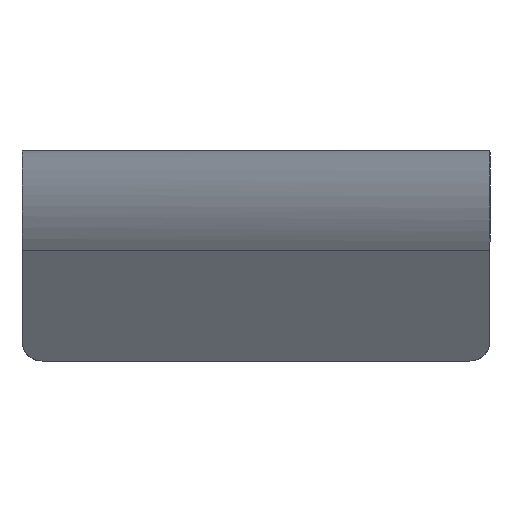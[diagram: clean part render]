
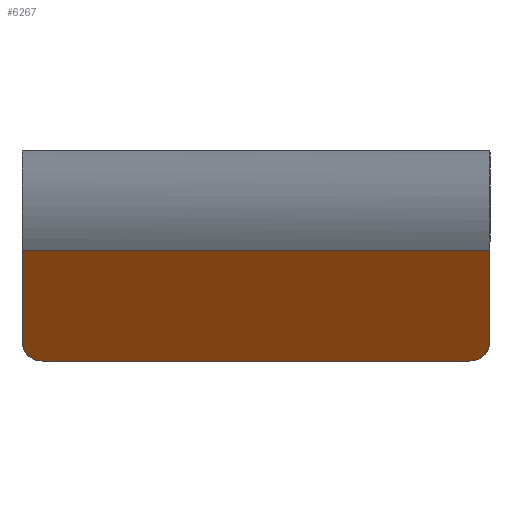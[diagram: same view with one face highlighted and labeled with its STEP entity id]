
A CAD part, left-side view. The second image highlights one B-rep face of the part: STEP entity #6267.
In plain terms, the highlighted planar face has unit normal (-0.707, 0.707, 0).
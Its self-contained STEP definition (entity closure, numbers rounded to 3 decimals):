
#342=LINE('',#12566,#954);
#648=LINE('',#16113,#1260);
#649=LINE('',#16119,#1261);
#650=LINE('',#16121,#1262);
#954=VECTOR('',#7301,1000.);
#1260=VECTOR('',#7903,1000.);
#1261=VECTOR('',#7910,1000.);
#1262=VECTOR('',#7913,1000.);
#1535=ELLIPSE('',#6632,2.828,2.);
#1536=ELLIPSE('',#6633,2.828,2.);
#1924=FACE_OUTER_BOUND('',#2334,.T.);
#2334=EDGE_LOOP('',(#5593,#5594,#5595,#5596,#5597,#5598));
#2705=VERTEX_POINT('',#12563);
#2706=VERTEX_POINT('',#12565);
#2988=VERTEX_POINT('',#16110);
#2989=VERTEX_POINT('',#16112);
#2990=VERTEX_POINT('',#16116);
#2991=VERTEX_POINT('',#16118);
#3447=EDGE_CURVE('',#2706,#2705,#342,.T.);
#3879=EDGE_CURVE('',#2988,#2989,#648,.T.);
#3881=EDGE_CURVE('',#2988,#2990,#1535,.T.);
#3882=EDGE_CURVE('',#2990,#2991,#649,.T.);
#3883=EDGE_CURVE('',#2991,#2706,#1536,.T.);
#3884=EDGE_CURVE('',#2705,#2989,#650,.T.);
#5593=ORIENTED_EDGE('',*,*,#3879,.F.);
#5594=ORIENTED_EDGE('',*,*,#3881,.T.);
#5595=ORIENTED_EDGE('',*,*,#3882,.T.);
#5596=ORIENTED_EDGE('',*,*,#3883,.T.);
#5597=ORIENTED_EDGE('',*,*,#3447,.T.);
#5598=ORIENTED_EDGE('',*,*,#3884,.T.);
#5960=PLANE('',#6631);
#6267=ADVANCED_FACE('',(#1924),#5960,.F.);
#6631=AXIS2_PLACEMENT_3D('',#16115,#7906,#7907);
#6632=AXIS2_PLACEMENT_3D('',#16117,#7908,#7909);
#6633=AXIS2_PLACEMENT_3D('',#16120,#7911,#7912);
#7301=DIRECTION('',(0.,0.,1.));
#7903=DIRECTION('',(0.,0.,1.));
#7906=DIRECTION('center_axis',(0.707,-0.707,0.));
#7907=DIRECTION('ref_axis',(0.707,0.707,0.));
#7908=DIRECTION('center_axis',(-0.707,0.707,0.));
#7909=DIRECTION('ref_axis',(0.707,0.707,0.));
#7910=DIRECTION('',(-0.707,-0.707,0.));
#7911=DIRECTION('center_axis',(-0.707,0.707,0.));
#7912=DIRECTION('ref_axis',(0.707,0.707,0.));
#7913=DIRECTION('',(0.707,0.707,0.));
#12563=CARTESIAN_POINT('',(-538.71,10.95,11.));
#12565=CARTESIAN_POINT('',(-538.71,10.95,2.));
#12566=CARTESIAN_POINT('',(-538.71,10.95,-5.612));
#16110=CARTESIAN_POINT('',(-491.91,57.75,2.));
#16112=CARTESIAN_POINT('',(-491.91,57.75,11.));
#16113=CARTESIAN_POINT('',(-491.91,57.75,-5.612));
#16115=CARTESIAN_POINT('Origin',(-533.588,16.071,-5.612));
#16116=CARTESIAN_POINT('',(-493.91,55.75,0.));
#16117=CARTESIAN_POINT('Origin',(-493.91,55.75,2.));
#16118=CARTESIAN_POINT('',(-536.71,12.95,0.));
#16119=CARTESIAN_POINT('',(-538.71,10.95,0.));
#16120=CARTESIAN_POINT('Origin',(-536.71,12.95,2.));
#16121=CARTESIAN_POINT('',(-533.588,16.071,11.));
